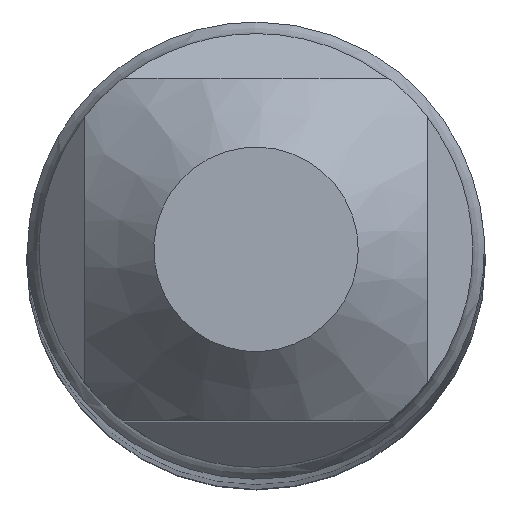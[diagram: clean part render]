
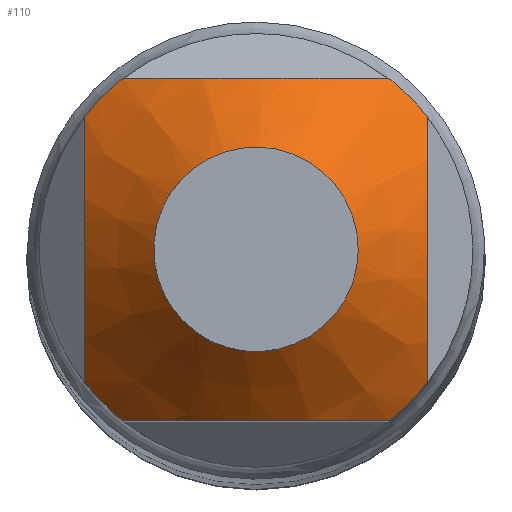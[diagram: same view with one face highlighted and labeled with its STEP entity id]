
A CAD part, top view. The second image highlights one B-rep face of the part: STEP entity #110.
In plain terms, the highlighted conical face has half-angle 45 degrees and reference radius 1000 mm.
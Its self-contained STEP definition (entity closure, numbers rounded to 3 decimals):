
#110=ADVANCED_FACE('NONE',(#140,#141),#135,.T.);
#135=CONICAL_SURFACE('',#434,1000.,45.);
#140=FACE_BOUND('',#168,.T.);
#141=FACE_BOUND('',#169,.T.);
#168=EDGE_LOOP('',(#206));
#169=EDGE_LOOP('',(#207,#208,#209,#210,#211,#212,#213,#214));
#206=ORIENTED_EDGE('',*,*,#319,.T.);
#207=ORIENTED_EDGE('',*,*,#320,.F.);
#208=ORIENTED_EDGE('',*,*,#321,.F.);
#209=ORIENTED_EDGE('',*,*,#322,.F.);
#210=ORIENTED_EDGE('',*,*,#323,.F.);
#211=ORIENTED_EDGE('',*,*,#324,.F.);
#212=ORIENTED_EDGE('',*,*,#325,.F.);
#213=ORIENTED_EDGE('',*,*,#326,.F.);
#214=ORIENTED_EDGE('',*,*,#327,.F.);
#286=VERTEX_POINT('',#597);
#287=VERTEX_POINT('',#612);
#288=VERTEX_POINT('',#613);
#289=VERTEX_POINT('',#615);
#290=VERTEX_POINT('',#630);
#291=VERTEX_POINT('',#632);
#292=VERTEX_POINT('',#647);
#293=VERTEX_POINT('',#649);
#294=VERTEX_POINT('',#664);
#319=EDGE_CURVE('NONE',#286,#286,#359,.T.);
#320=EDGE_CURVE('NONE',#287,#288,#383,.T.);
#321=EDGE_CURVE('NONE',#289,#287,#360,.T.);
#322=EDGE_CURVE('NONE',#290,#289,#384,.T.);
#323=EDGE_CURVE('NONE',#291,#290,#361,.T.);
#324=EDGE_CURVE('NONE',#292,#291,#385,.T.);
#325=EDGE_CURVE('NONE',#293,#292,#362,.T.);
#326=EDGE_CURVE('NONE',#294,#293,#386,.T.);
#327=EDGE_CURVE('NONE',#288,#294,#363,.T.);
#359=CIRCLE('',#429,1.25);
#360=CIRCLE('',#430,2.65);
#361=CIRCLE('',#431,2.65);
#362=CIRCLE('',#432,2.65);
#363=CIRCLE('',#433,2.65);
#383=B_SPLINE_CURVE_WITH_KNOTS('',3,(#598,#599,#600,#601,#602,#603,#604,
#605,#606,#607,#608,#609,#610,#611),.UNSPECIFIED.,.F.,.F.,(4,2,2,2,2,2,
4),(0.,0.125,0.25,0.5,0.625,0.75,1.),.UNSPECIFIED.);
#384=B_SPLINE_CURVE_WITH_KNOTS('',3,(#616,#617,#618,#619,#620,#621,#622,
#623,#624,#625,#626,#627,#628,#629),.UNSPECIFIED.,.F.,.F.,(4,2,2,2,2,2,
4),(0.,0.125,0.25,0.5,0.625,0.75,1.),.UNSPECIFIED.);
#385=B_SPLINE_CURVE_WITH_KNOTS('',3,(#633,#634,#635,#636,#637,#638,#639,
#640,#641,#642,#643,#644,#645,#646),.UNSPECIFIED.,.F.,.F.,(4,2,2,2,2,2,
4),(0.,0.125,0.25,0.5,0.625,0.75,1.),.UNSPECIFIED.);
#386=B_SPLINE_CURVE_WITH_KNOTS('',3,(#650,#651,#652,#653,#654,#655,#656,
#657,#658,#659,#660,#661,#662,#663),.UNSPECIFIED.,.F.,.F.,(4,2,2,2,2,2,
4),(0.,0.125,0.25,0.5,0.625,0.75,1.),.UNSPECIFIED.);
#429=AXIS2_PLACEMENT_3D('',#596,#481,#482);
#430=AXIS2_PLACEMENT_3D('',#614,#483,#484);
#431=AXIS2_PLACEMENT_3D('',#631,#485,#486);
#432=AXIS2_PLACEMENT_3D('',#648,#487,#488);
#433=AXIS2_PLACEMENT_3D('',#665,#489,#490);
#434=AXIS2_PLACEMENT_3D('',#666,#491,#492);
#481=DIRECTION('',(0.,0.,-1.));
#482=DIRECTION('',(1.,0.,0.));
#483=DIRECTION('',(0.,0.,-1.));
#484=DIRECTION('',(0.,1.,0.));
#485=DIRECTION('',(0.,0.,-1.));
#486=DIRECTION('',(0.,1.,0.));
#487=DIRECTION('',(0.,0.,-1.));
#488=DIRECTION('',(0.,1.,0.));
#489=DIRECTION('',(0.,0.,-1.));
#490=DIRECTION('',(0.,1.,0.));
#491=DIRECTION('',(0.,0.,-1.));
#492=DIRECTION('',(0.,1.,0.));
#596=CARTESIAN_POINT('',(0.,0.,0.));
#597=CARTESIAN_POINT('',(1.25,0.,0.));
#598=CARTESIAN_POINT('',(-1.622,2.096,-1.4));
#599=CARTESIAN_POINT('',(-1.482,2.096,-1.314));
#600=CARTESIAN_POINT('',(-1.348,2.096,-1.239));
#601=CARTESIAN_POINT('',(-1.09,2.096,-1.109));
#602=CARTESIAN_POINT('',(-0.995,2.096,-1.065));
#603=CARTESIAN_POINT('',(-0.554,2.096,-0.9));
#604=CARTESIAN_POINT('',(-0.271,2.096,-0.846));
#605=CARTESIAN_POINT('',(0.136,2.096,-0.845));
#606=CARTESIAN_POINT('',(0.274,2.096,-0.859));
#607=CARTESIAN_POINT('',(0.556,2.096,-0.914));
#608=CARTESIAN_POINT('',(0.729,2.096,-0.966));
#609=CARTESIAN_POINT('',(1.084,2.096,-1.099));
#610=CARTESIAN_POINT('',(1.342,2.096,-1.229));
#611=CARTESIAN_POINT('',(1.622,2.096,-1.4));
#612=CARTESIAN_POINT('',(-1.622,2.096,-1.4));
#613=CARTESIAN_POINT('',(1.622,2.096,-1.4));
#614=CARTESIAN_POINT('',(0.,0.,-1.4));
#615=CARTESIAN_POINT('',(-2.095,1.622,-1.4));
#616=CARTESIAN_POINT('',(-2.096,-1.622,-1.4));
#617=CARTESIAN_POINT('',(-2.096,-1.482,-1.314));
#618=CARTESIAN_POINT('',(-2.096,-1.348,-1.239));
#619=CARTESIAN_POINT('',(-2.096,-1.09,-1.109));
#620=CARTESIAN_POINT('',(-2.096,-0.994,-1.065));
#621=CARTESIAN_POINT('',(-2.096,-0.558,-0.902));
#622=CARTESIAN_POINT('',(-2.096,-0.272,-0.847));
#623=CARTESIAN_POINT('',(-2.096,0.133,-0.845));
#624=CARTESIAN_POINT('',(-2.096,0.271,-0.859));
#625=CARTESIAN_POINT('',(-2.095,0.553,-0.913));
#626=CARTESIAN_POINT('',(-2.095,0.727,-0.965));
#627=CARTESIAN_POINT('',(-2.095,1.083,-1.098));
#628=CARTESIAN_POINT('',(-2.095,1.342,-1.229));
#629=CARTESIAN_POINT('',(-2.095,1.622,-1.4));
#630=CARTESIAN_POINT('',(-2.096,-1.622,-1.4));
#631=CARTESIAN_POINT('',(0.,0.,-1.4));
#632=CARTESIAN_POINT('',(-1.622,-2.096,-1.4));
#633=CARTESIAN_POINT('',(1.622,-2.096,-1.4));
#634=CARTESIAN_POINT('',(1.482,-2.096,-1.314));
#635=CARTESIAN_POINT('',(1.348,-2.096,-1.239));
#636=CARTESIAN_POINT('',(1.09,-2.096,-1.109));
#637=CARTESIAN_POINT('',(0.995,-2.096,-1.065));
#638=CARTESIAN_POINT('',(0.554,-2.096,-0.9));
#639=CARTESIAN_POINT('',(0.271,-2.096,-0.846));
#640=CARTESIAN_POINT('',(-0.136,-2.096,-0.845));
#641=CARTESIAN_POINT('',(-0.274,-2.096,-0.859));
#642=CARTESIAN_POINT('',(-0.556,-2.096,-0.914));
#643=CARTESIAN_POINT('',(-0.729,-2.096,-0.966));
#644=CARTESIAN_POINT('',(-1.084,-2.096,-1.099));
#645=CARTESIAN_POINT('',(-1.342,-2.096,-1.229));
#646=CARTESIAN_POINT('',(-1.622,-2.096,-1.4));
#647=CARTESIAN_POINT('',(1.622,-2.096,-1.4));
#648=CARTESIAN_POINT('',(0.,0.,-1.4));
#649=CARTESIAN_POINT('',(2.096,-1.622,-1.4));
#650=CARTESIAN_POINT('',(2.096,1.622,-1.4));
#651=CARTESIAN_POINT('',(2.096,1.482,-1.314));
#652=CARTESIAN_POINT('',(2.096,1.348,-1.239));
#653=CARTESIAN_POINT('',(2.096,1.09,-1.109));
#654=CARTESIAN_POINT('',(2.096,0.994,-1.065));
#655=CARTESIAN_POINT('',(2.096,0.558,-0.902));
#656=CARTESIAN_POINT('',(2.096,0.272,-0.847));
#657=CARTESIAN_POINT('',(2.096,-0.133,-0.845));
#658=CARTESIAN_POINT('',(2.096,-0.271,-0.859));
#659=CARTESIAN_POINT('',(2.096,-0.553,-0.913));
#660=CARTESIAN_POINT('',(2.096,-0.727,-0.965));
#661=CARTESIAN_POINT('',(2.096,-1.083,-1.098));
#662=CARTESIAN_POINT('',(2.095,-1.342,-1.229));
#663=CARTESIAN_POINT('',(2.095,-1.622,-1.4));
#664=CARTESIAN_POINT('',(2.096,1.622,-1.4));
#665=CARTESIAN_POINT('',(0.,0.,-1.4));
#666=CARTESIAN_POINT('',(0.,0.,-998.75));
